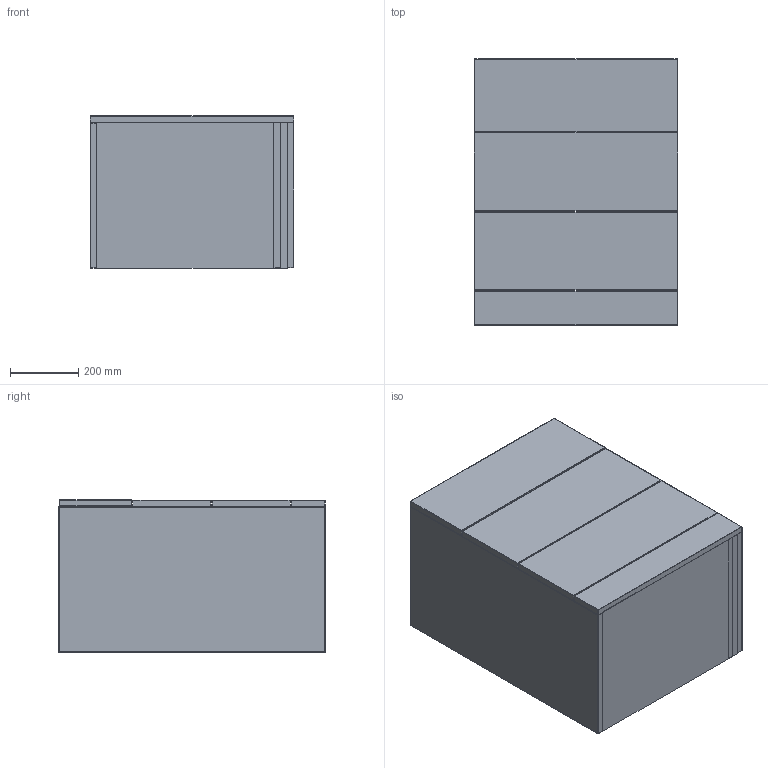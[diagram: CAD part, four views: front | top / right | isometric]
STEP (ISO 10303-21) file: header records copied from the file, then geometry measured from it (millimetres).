
FILE_DESCRIPTION (( 'STEP AP214' ), '1' );
FILE_NAME ('AU060F3 Drawer_v10222.STEP', '2022-10-12T11:40:27', ( '' ), ( '' ), 'SwSTEP 2.0', 'SolidWorks 2019', '' );
FILE_SCHEMA (( 'AUTOMOTIVE_DESIGN' ));
Length unit declared in the file: millimetre
Products named in the file (21): Side panels R_60; Top drawer - in side_60; Bottom drawer - base_60; Front support_60; Bottom drawer - back_60; Side panels L_60; AU_Top drawer_60; Bottom drawer - side_60; Drawer runner 320mm Wider - 9135934_3D Hettich; Top drawer - base_60; Bottom plinth_60cm; Top drawer - side_60; AU060F3 Drawer_v10222; Top drawer - back_60; Bottom Drawer Front_60; Spacer; Top drawer - front_60; Base_60; AU_Bottom drawer_60; Top drawer front_60
Assembly tree (31 placements, depth 3):
  AU060F3 Drawer_v10222
    Base_60
    Side panels R_60
    Side panels L_60
    AU_Top drawer_60
      Top drawer front_60
      Top drawer - base_60
      Top drawer - side_60  x2
      Top drawer - back_60  x2
      Top drawer - in side_60  x2
      Top drawer - front_60
      Spacer
    AU_Bottom drawer_60
      Bottom Drawer Front_60
      Bottom drawer - base_60
      Bottom drawer - side_60  x2
      Bottom drawer - back_60
    Front support_60  x2
    Drawer runner 320mm Wider - 9135934_3D Hettich  x2
    AU_Bottom drawer_60
      Bottom Drawer Front_60
      Bottom drawer - base_60
      Bottom drawer - side_60  x2
      Bottom drawer - back_60
    Bottom plinth_60cm
Bounding box: 596 x 780 x 446.26 mm (x, y, z)
Volume: 46946345.2 mm3; surface area: 6303303.2 mm2
Topology: 35 solids, 35 shells, 1073 faces, 2726 edges, 1720 vertices
Faces by surface type: cylinder 542, plane 483, sphere 48
Entity records: 19880 total; most frequent: DIRECTION 3546, CARTESIAN_POINT 3195, ORIENTED_EDGE 3080, EDGE_CURVE 1540, AXIS2_PLACEMENT_3D 1329, VERTEX_POINT 978, LINE 888, VECTOR 888
